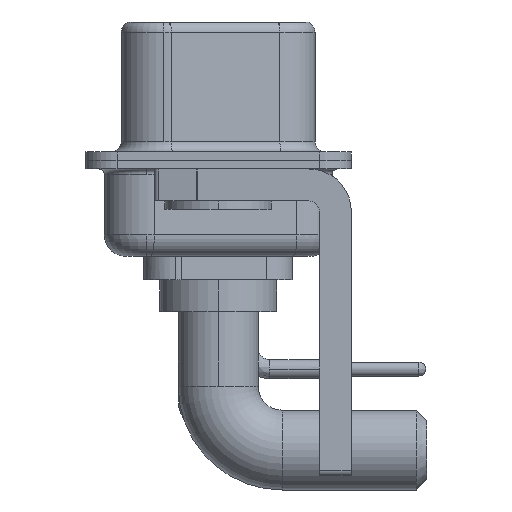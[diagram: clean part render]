
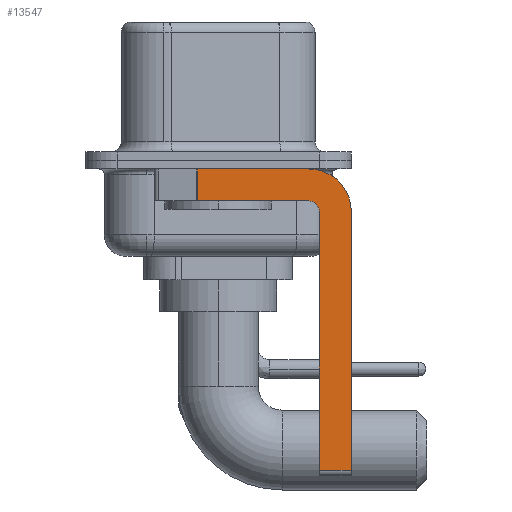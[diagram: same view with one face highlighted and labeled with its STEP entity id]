
A CAD part, left-side view. The second image highlights one B-rep face of the part: STEP entity #13547.
In plain terms, the highlighted planar face has unit normal (-1, 0, 0).
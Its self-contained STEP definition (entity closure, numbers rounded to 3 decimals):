
#179 = VERTEX_POINT ( 'NONE', #16871 ) ;
#1506 = PLANE ( 'NONE',  #17272 ) ;
#1640 = VECTOR ( 'NONE', #11828, 1000. ) ;
#2164 = AXIS2_PLACEMENT_3D ( 'NONE', #20943, #12650, #11053 ) ;
#2582 = CIRCLE ( 'NONE', #2164, 2. ) ;
#3232 = CARTESIAN_POINT ( 'NONE',  ( -2.9, -4.25, -2.4 ) ) ;
#3450 = ORIENTED_EDGE ( 'NONE', *, *, #8133, .F. ) ;
#3473 = CARTESIAN_POINT ( 'NONE',  ( -2.9, -4.75, -14.55 ) ) ;
#3564 = CARTESIAN_POINT ( 'NONE',  ( -2.9, -4.25, -1.9 ) ) ;
#3848 = VERTEX_POINT ( 'NONE', #16850 ) ;
#3887 = EDGE_CURVE ( 'NONE', #10122, #6168, #7177, .T. ) ;
#4944 = VECTOR ( 'NONE', #22295, 1000. ) ;
#5028 = EDGE_CURVE ( 'NONE', #20931, #14599, #7952, .T. ) ;
#5241 = DIRECTION ( 'NONE',  ( 0., 0., -1. ) ) ;
#5267 = CARTESIAN_POINT ( 'NONE',  ( -2.9, -4.75, -14.8 ) ) ;
#6168 = VERTEX_POINT ( 'NONE', #3564 ) ;
#6237 = LINE ( 'NONE', #10775, #12013 ) ;
#6694 = DIRECTION ( 'NONE',  ( 0., 0., 1. ) ) ;
#7155 = ORIENTED_EDGE ( 'NONE', *, *, #3887, .F. ) ;
#7177 = CIRCLE ( 'NONE', #11454, 0.5 ) ;
#7207 = EDGE_CURVE ( 'NONE', #10079, #3848, #2582, .T. ) ;
#7952 = LINE ( 'NONE', #25989, #1640 ) ;
#8133 = EDGE_CURVE ( 'NONE', #6168, #14599, #12726, .T. ) ;
#8529 = CARTESIAN_POINT ( 'NONE',  ( -2.9, -4.75, -2.4 ) ) ;
#8715 = EDGE_CURVE ( 'NONE', #14041, #179, #6237, .T. ) ;
#8911 = CARTESIAN_POINT ( 'NONE',  ( -2.9, -4.25, -0.4 ) ) ;
#9147 = LINE ( 'NONE', #5267, #19009 ) ;
#9836 = CARTESIAN_POINT ( 'NONE',  ( -2.9, 0.978, -1.9 ) ) ;
#10079 = VERTEX_POINT ( 'NONE', #8911 ) ;
#10122 = VERTEX_POINT ( 'NONE', #8529 ) ;
#10775 = CARTESIAN_POINT ( 'NONE',  ( -2.9, -4.25, -14.55 ) ) ;
#11053 = DIRECTION ( 'NONE',  ( 0., 0., -1. ) ) ;
#11454 = AXIS2_PLACEMENT_3D ( 'NONE', #15105, #14585, #6694 ) ;
#11828 = DIRECTION ( 'NONE',  ( 0., 0., -1. ) ) ;
#12013 = VECTOR ( 'NONE', #25054, 1000. ) ;
#12650 = DIRECTION ( 'NONE',  ( 1., 0., 0. ) ) ;
#12726 = LINE ( 'NONE', #22623, #15829 ) ;
#13355 = ORIENTED_EDGE ( 'NONE', *, *, #20721, .F. ) ;
#13537 = DIRECTION ( 'NONE',  ( 0., 0., 1. ) ) ;
#13547 = ADVANCED_FACE ( 'NONE', ( #19671 ), #1506, .F. ) ;
#13556 = ORIENTED_EDGE ( 'NONE', *, *, #7207, .F. ) ;
#14041 = VERTEX_POINT ( 'NONE', #3473 ) ;
#14133 = CARTESIAN_POINT ( 'NONE',  ( -2.9, 3., -0.4 ) ) ;
#14473 = DIRECTION ( 'NONE',  ( 0., 1., 0. ) ) ;
#14585 = DIRECTION ( 'NONE',  ( -1., 0., 0. ) ) ;
#14599 = VERTEX_POINT ( 'NONE', #9836 ) ;
#14605 = CARTESIAN_POINT ( 'NONE',  ( -2.9, -6.25, -2.4 ) ) ;
#14779 = ORIENTED_EDGE ( 'NONE', *, *, #23487, .F. ) ;
#14870 = LINE ( 'NONE', #14605, #25881 ) ;
#15105 = CARTESIAN_POINT ( 'NONE',  ( -2.9, -4.25, -2.4 ) ) ;
#15829 = VECTOR ( 'NONE', #14473, 1000. ) ;
#16611 = CARTESIAN_POINT ( 'NONE',  ( -2.9, 0.978, -0.4 ) ) ;
#16695 = ORIENTED_EDGE ( 'NONE', *, *, #22496, .F. ) ;
#16850 = CARTESIAN_POINT ( 'NONE',  ( -2.9, -6.25, -2.4 ) ) ;
#16871 = CARTESIAN_POINT ( 'NONE',  ( -2.9, -6.25, -14.55 ) ) ;
#17272 = AXIS2_PLACEMENT_3D ( 'NONE', #3232, #24068, #5241 ) ;
#18076 = EDGE_LOOP ( 'NONE', ( #16695, #20010, #3450, #7155, #13355, #21991, #14779, #13556 ) ) ;
#19009 = VECTOR ( 'NONE', #13537, 1000. ) ;
#19671 = FACE_OUTER_BOUND ( 'NONE', #18076, .T. ) ;
#20010 = ORIENTED_EDGE ( 'NONE', *, *, #5028, .T. ) ;
#20721 = EDGE_CURVE ( 'NONE', #14041, #10122, #9147, .T. ) ;
#20931 = VERTEX_POINT ( 'NONE', #16611 ) ;
#20943 = CARTESIAN_POINT ( 'NONE',  ( -2.9, -4.25, -2.4 ) ) ;
#21991 = ORIENTED_EDGE ( 'NONE', *, *, #8715, .T. ) ;
#22295 = DIRECTION ( 'NONE',  ( 0., -1., 0. ) ) ;
#22496 = EDGE_CURVE ( 'NONE', #20931, #10079, #24163, .T. ) ;
#22623 = CARTESIAN_POINT ( 'NONE',  ( -2.9, -4.25, -1.9 ) ) ;
#23487 = EDGE_CURVE ( 'NONE', #3848, #179, #14870, .T. ) ;
#24068 = DIRECTION ( 'NONE',  ( 1., 0., 0. ) ) ;
#24163 = LINE ( 'NONE', #14133, #4944 ) ;
#24883 = DIRECTION ( 'NONE',  ( 0., 0., -1. ) ) ;
#25054 = DIRECTION ( 'NONE',  ( 0., -1., 0. ) ) ;
#25881 = VECTOR ( 'NONE', #24883, 1000. ) ;
#25989 = CARTESIAN_POINT ( 'NONE',  ( -2.9, 0.978, -1.9 ) ) ;
